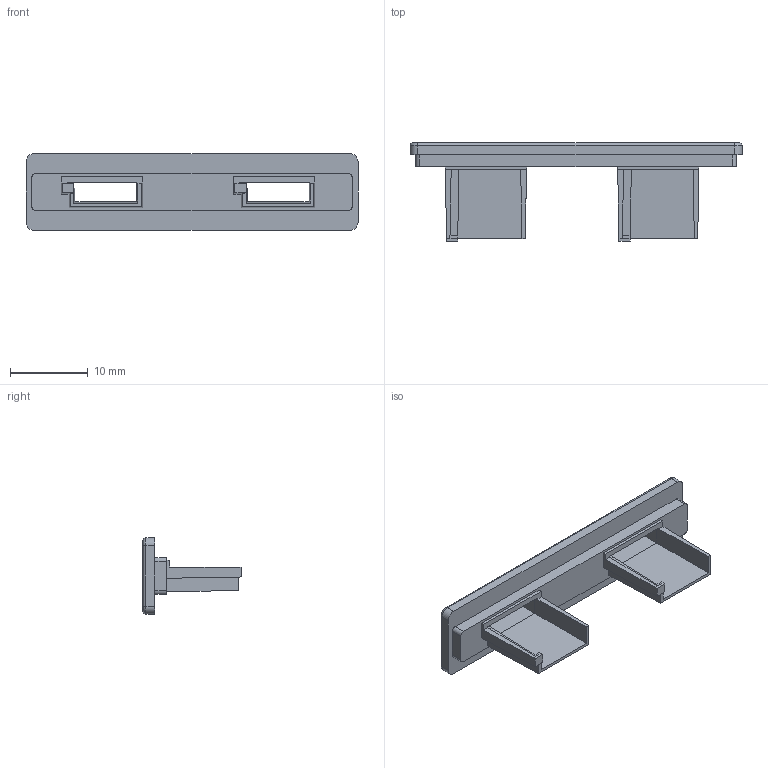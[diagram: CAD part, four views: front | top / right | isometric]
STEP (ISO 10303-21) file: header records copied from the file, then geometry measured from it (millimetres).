
FILE_DESCRIPTION(/* description */ (''),/* implementation_level */ '2;1');
FILE_NAME(/* name */ 'LCD Connector Plate.ipt.step',/* time_stamp */ '2020-04-16T23:11:41-04:00',/* author */ ('Hannah'),/* organization */ (''),/* preprocessor_version */ 'ST-DEVELOPER v17',/* originating_system */ 'Autodesk Inventor 2019',/* authorisation */ '');
FILE_SCHEMA (('AUTOMOTIVE_DESIGN { 1 0 10303 214 3 1 1 }'));
Length unit declared in the file: inch
Products named in the file (1): LCD Connector Plate
Bounding box: 42.8 x 12.65 x 9.84 mm (x, y, z)
Volume: 983.4 mm3; surface area: 1768.6 mm2
Topology: 1 solids, 1 shells, 93 faces, 234 edges, 144 vertices
Faces by surface type: plane 77, cylinder 12, torus 4
Entity records: 2757 total; most frequent: CARTESIAN_POINT 472, ORIENTED_EDGE 468, DIRECTION 450, EDGE_CURVE 234, LINE 206, VECTOR 206, VERTEX_POINT 144, AXIS2_PLACEMENT_3D 122
